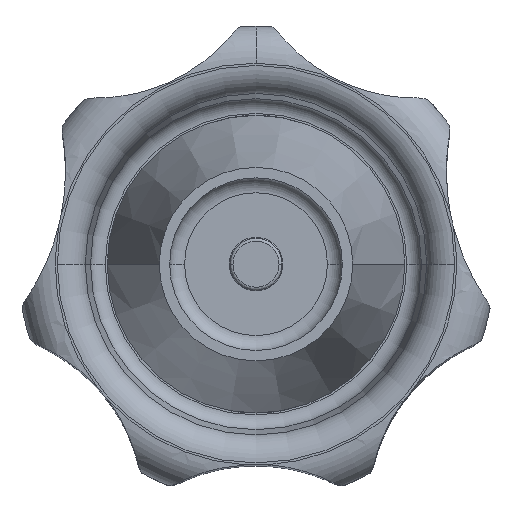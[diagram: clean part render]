
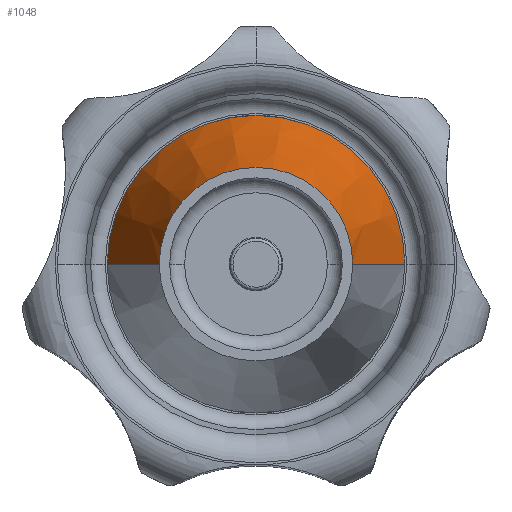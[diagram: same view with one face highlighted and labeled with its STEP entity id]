
A CAD part, front view. The second image highlights one B-rep face of the part: STEP entity #1048.
In plain terms, the highlighted conical face has half-angle 15 degrees and reference radius 10 mm.
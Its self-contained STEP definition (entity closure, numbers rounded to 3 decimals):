
#355 = ORIENTED_EDGE ( 'NONE', *, *, #7337, .F. ) ;
#569 = AXIS2_PLACEMENT_3D ( 'NONE', #5600, #8573, #9506 ) ;
#1048 = ADVANCED_FACE ( 'NONE', ( #1408 ), #5249, .T. ) ;
#1132 = CARTESIAN_POINT ( 'NONE',  ( 6.5, 0., 0. ) ) ;
#1405 = DIRECTION ( 'NONE',  ( 0.259, 0.966, 0. ) ) ;
#1408 = FACE_OUTER_BOUND ( 'NONE', #7596, .T. ) ;
#1709 = DIRECTION ( 'NONE',  ( 0., 1., 0. ) ) ;
#2233 = CARTESIAN_POINT ( 'NONE',  ( -10., 13.062, 0. ) ) ;
#2362 = CARTESIAN_POINT ( 'NONE',  ( -10., 13.062, 0. ) ) ;
#2509 = ORIENTED_EDGE ( 'NONE', *, *, #9264, .T. ) ;
#2745 = VERTEX_POINT ( 'NONE', #1132 ) ;
#3614 = CARTESIAN_POINT ( 'NONE',  ( 0., 13.062, 0. ) ) ;
#3751 = VERTEX_POINT ( 'NONE', #7801 ) ;
#4402 = CARTESIAN_POINT ( 'NONE',  ( 10., 13.062, 0. ) ) ;
#4416 = EDGE_CURVE ( 'NONE', #5519, #3751, #6395, .T. ) ;
#4761 = VECTOR ( 'NONE', #1405, 1000. ) ;
#5249 = CONICAL_SURFACE ( 'NONE', #9196, 10., 0.262 ) ;
#5254 = CIRCLE ( 'NONE', #6964, 6.5 ) ;
#5519 = VERTEX_POINT ( 'NONE', #2362 ) ;
#5600 = CARTESIAN_POINT ( 'NONE',  ( 0., 13.062, 0. ) ) ;
#5892 = DIRECTION ( 'NONE',  ( 1., 0., 0. ) ) ;
#5975 = LINE ( 'NONE', #2233, #8255 ) ;
#6395 = CIRCLE ( 'NONE', #569, 10. ) ;
#6882 = DIRECTION ( 'NONE',  ( 1., 0., 0. ) ) ;
#6964 = AXIS2_PLACEMENT_3D ( 'NONE', #7680, #1709, #6882 ) ;
#7337 = EDGE_CURVE ( 'NONE', #8936, #5519, #5975, .T. ) ;
#7420 = DIRECTION ( 'NONE',  ( -0.259, 0.966, 0. ) ) ;
#7568 = LINE ( 'NONE', #4402, #4761 ) ;
#7596 = EDGE_LOOP ( 'NONE', ( #7887, #2509, #9076, #355 ) ) ;
#7680 = CARTESIAN_POINT ( 'NONE',  ( 0., 0., 0. ) ) ;
#7801 = CARTESIAN_POINT ( 'NONE',  ( 10., 13.062, 0. ) ) ;
#7887 = ORIENTED_EDGE ( 'NONE', *, *, #8134, .T. ) ;
#8134 = EDGE_CURVE ( 'NONE', #8936, #2745, #5254, .T. ) ;
#8255 = VECTOR ( 'NONE', #7420, 1000. ) ;
#8573 = DIRECTION ( 'NONE',  ( 0., 1., 0. ) ) ;
#8936 = VERTEX_POINT ( 'NONE', #9230 ) ;
#9076 = ORIENTED_EDGE ( 'NONE', *, *, #4416, .F. ) ;
#9196 = AXIS2_PLACEMENT_3D ( 'NONE', #3614, #9652, #5892 ) ;
#9230 = CARTESIAN_POINT ( 'NONE',  ( -6.5, 0., 0. ) ) ;
#9264 = EDGE_CURVE ( 'NONE', #2745, #3751, #7568, .T. ) ;
#9506 = DIRECTION ( 'NONE',  ( 1., 0., 0. ) ) ;
#9652 = DIRECTION ( 'NONE',  ( 0., 1., 0. ) ) ;
